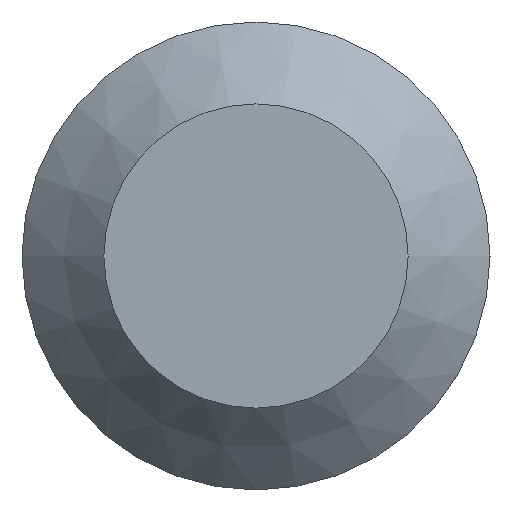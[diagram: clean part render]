
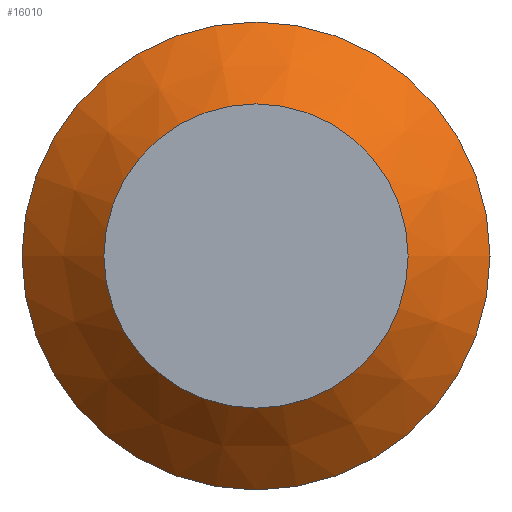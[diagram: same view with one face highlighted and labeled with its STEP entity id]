
A CAD part, left-side view. The second image highlights one B-rep face of the part: STEP entity #16010.
In plain terms, the highlighted conical face has half-angle 45 degrees and reference radius 2.6 mm.
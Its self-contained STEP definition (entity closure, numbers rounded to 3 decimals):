
#593 = CARTESIAN_POINT ( 'NONE',  ( 1.4, 0., 0. ) ) ;
#1213 = CIRCLE ( 'NONE', #15549, 4. ) ;
#1589 = ORIENTED_EDGE ( 'NONE', *, *, #13431, .T. ) ;
#1901 = CARTESIAN_POINT ( 'NONE',  ( 0., 0., 0. ) ) ;
#2025 = DIRECTION ( 'NONE',  ( 0., 1., 0. ) ) ;
#3631 = CIRCLE ( 'NONE', #17306, 2.6 ) ;
#4561 = EDGE_LOOP ( 'NONE', ( #1589 ) ) ;
#4625 = CONICAL_SURFACE ( 'NONE', #13902, 2.6, 0.785 ) ;
#5346 = ORIENTED_EDGE ( 'NONE', *, *, #13979, .F. ) ;
#5680 = EDGE_LOOP ( 'NONE', ( #5346 ) ) ;
#8158 = CARTESIAN_POINT ( 'NONE',  ( 0., 0., 0. ) ) ;
#10343 = DIRECTION ( 'NONE',  ( -1., 0., 0. ) ) ;
#12399 = DIRECTION ( 'NONE',  ( -1., 0., 0. ) ) ;
#12415 = CARTESIAN_POINT ( 'NONE',  ( 1.4, -4., 0. ) ) ;
#12492 = FACE_BOUND ( 'NONE', #5680, .T. ) ;
#12910 = VERTEX_POINT ( 'NONE', #12415 ) ;
#13431 = EDGE_CURVE ( 'NONE', #12910, #12910, #1213, .T. ) ;
#13788 = DIRECTION ( 'NONE',  ( 0., -1., 0. ) ) ;
#13902 = AXIS2_PLACEMENT_3D ( 'NONE', #1901, #14413, #2025 ) ;
#13979 = EDGE_CURVE ( 'NONE', #17703, #17703, #3631, .T. ) ;
#14413 = DIRECTION ( 'NONE',  ( 1., 0., 0. ) ) ;
#14456 = FACE_OUTER_BOUND ( 'NONE', #4561, .T. ) ;
#15549 = AXIS2_PLACEMENT_3D ( 'NONE', #593, #10343, #15728 ) ;
#15728 = DIRECTION ( 'NONE',  ( 0., -1., 0. ) ) ;
#16010 = ADVANCED_FACE ( 'NONE', ( #14456, #12492 ), #4625, .T. ) ;
#17306 = AXIS2_PLACEMENT_3D ( 'NONE', #8158, #12399, #13788 ) ;
#17703 = VERTEX_POINT ( 'NONE', #17861 ) ;
#17861 = CARTESIAN_POINT ( 'NONE',  ( 0., -2.6, 0. ) ) ;
